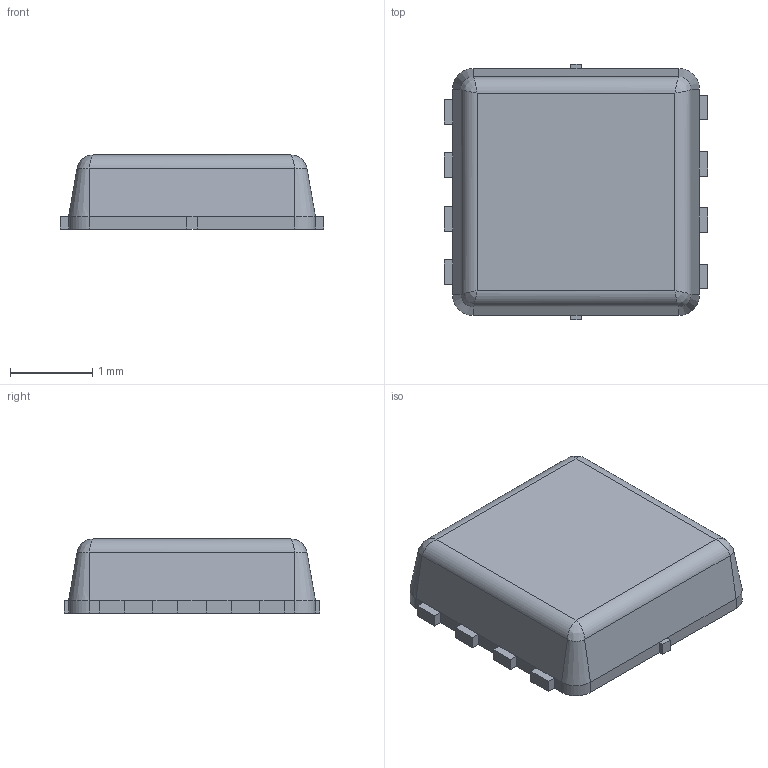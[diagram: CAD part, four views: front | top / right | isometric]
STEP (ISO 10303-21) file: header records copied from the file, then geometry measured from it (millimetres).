
FILE_DESCRIPTION(/* description */ (''),/* implementation_level */ '2;1');
FILE_NAME(/* name */ 'AONR21117.step',/* time_stamp */ '2023-07-25T23:16:48-05:00',/* author */ (''),/* organization */ (''),/* preprocessor_version */ 'ST-DEVELOPER v19.2',/* originating_system */ 'Autodesk Translation Framework v12.4.0.73',/* authorisation */ '');
FILE_SCHEMA (('AUTOMOTIVE_DESIGN { 1 0 10303 214 3 1 1 }'));
Length unit declared in the file: millimetre
Products named in the file (1): AONR21117
Bounding box: 3.2 x 3.11 x 0.9 mm (x, y, z)
Volume: 7.5 mm3; surface area: 41.2 mm2
Topology: 6 solids, 6 shells, 174 faces, 450 edges, 284 vertices
Faces by surface type: plane 158, cylinder 8, bspline 4, cone 4
Entity records: 5364 total; most frequent: CARTESIAN_POINT 1145, ORIENTED_EDGE 892, DIRECTION 784, EDGE_CURVE 446, LINE 426, VECTOR 426, VERTEX_POINT 284, AXIS2_PLACEMENT_3D 179
